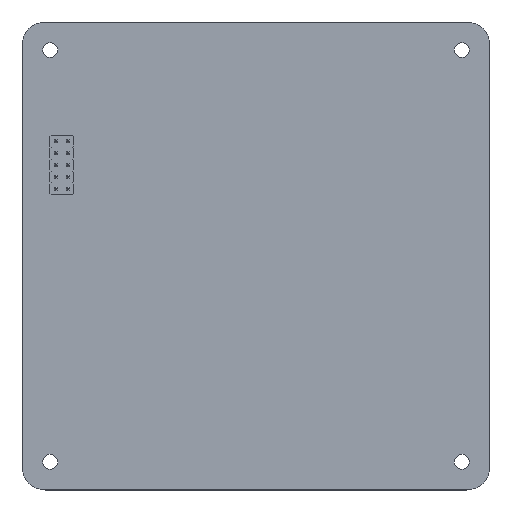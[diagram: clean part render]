
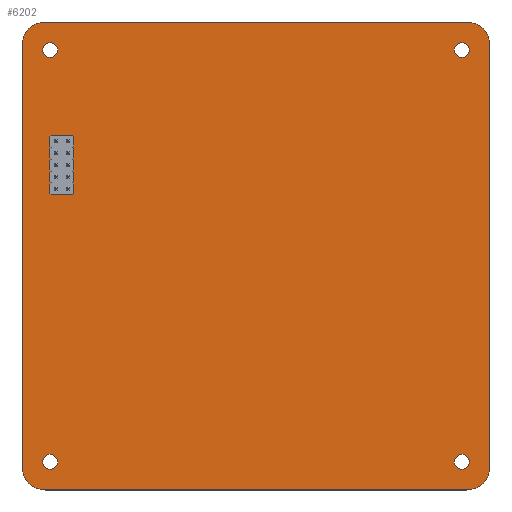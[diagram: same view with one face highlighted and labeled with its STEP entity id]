
A CAD part, top view. The second image highlights one B-rep face of the part: STEP entity #6202.
In plain terms, the highlighted planar face has unit normal (0, 0, 1).
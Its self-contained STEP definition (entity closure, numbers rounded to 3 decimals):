
#5899 = VERTEX_POINT('',#5900);
#5900 = CARTESIAN_POINT('',(185.001,-50.004,1.51));
#5906 = EDGE_CURVE('',#5899,#5907,#5909,.T.);
#5907 = VERTEX_POINT('',#5908);
#5908 = CARTESIAN_POINT('',(190.001,-55.004,1.51));
#5909 = CIRCLE('',#5910,5.);
#5910 = AXIS2_PLACEMENT_3D('',#5911,#5912,#5913);
#5911 = CARTESIAN_POINT('',(185.001,-55.004,1.51));
#5912 = DIRECTION('',(0.,0.,-1.));
#5913 = DIRECTION('',(0.,1.,0.));
#5941 = VERTEX_POINT('',#5942);
#5942 = CARTESIAN_POINT('',(95.001,-50.004,1.51));
#5948 = EDGE_CURVE('',#5941,#5899,#5949,.T.);
#5949 = LINE('',#5950,#5951);
#5950 = CARTESIAN_POINT('',(95.001,-50.004,1.51));
#5951 = VECTOR('',#5952,1.);
#5952 = DIRECTION('',(1.,0.,0.));
#5970 = EDGE_CURVE('',#5907,#5971,#5973,.T.);
#5971 = VERTEX_POINT('',#5972);
#5972 = CARTESIAN_POINT('',(190.001,-145.004,1.51));
#5973 = LINE('',#5974,#5975);
#5974 = CARTESIAN_POINT('',(190.001,-55.004,1.51));
#5975 = VECTOR('',#5976,1.);
#5976 = DIRECTION('',(0.,-1.,0.));
#6202 = ADVANCED_FACE('',(#6203,#6249,#6260,#6271,#6282,#6293,#6304,
    #6315,#6326,#6337,#6348,#6359,#6370,#6381,#6392),#6403,.T.);
#6203 = FACE_BOUND('',#6204,.T.);
#6204 = EDGE_LOOP('',(#6205,#6206,#6207,#6216,#6224,#6233,#6241,#6248));
#6205 = ORIENTED_EDGE('',*,*,#5906,.F.);
#6206 = ORIENTED_EDGE('',*,*,#5948,.F.);
#6207 = ORIENTED_EDGE('',*,*,#6208,.F.);
#6208 = EDGE_CURVE('',#6209,#5941,#6211,.T.);
#6209 = VERTEX_POINT('',#6210);
#6210 = CARTESIAN_POINT('',(90.001,-55.004,1.51));
#6211 = CIRCLE('',#6212,5.);
#6212 = AXIS2_PLACEMENT_3D('',#6213,#6214,#6215);
#6213 = CARTESIAN_POINT('',(95.001,-55.004,1.51));
#6214 = DIRECTION('',(0.,0.,-1.));
#6215 = DIRECTION('',(-1.,0.,-0.));
#6216 = ORIENTED_EDGE('',*,*,#6217,.F.);
#6217 = EDGE_CURVE('',#6218,#6209,#6220,.T.);
#6218 = VERTEX_POINT('',#6219);
#6219 = CARTESIAN_POINT('',(90.001,-145.004,1.51));
#6220 = LINE('',#6221,#6222);
#6221 = CARTESIAN_POINT('',(90.001,-145.004,1.51));
#6222 = VECTOR('',#6223,1.);
#6223 = DIRECTION('',(0.,1.,0.));
#6224 = ORIENTED_EDGE('',*,*,#6225,.F.);
#6225 = EDGE_CURVE('',#6226,#6218,#6228,.T.);
#6226 = VERTEX_POINT('',#6227);
#6227 = CARTESIAN_POINT('',(95.001,-150.004,1.51));
#6228 = CIRCLE('',#6229,5.);
#6229 = AXIS2_PLACEMENT_3D('',#6230,#6231,#6232);
#6230 = CARTESIAN_POINT('',(95.001,-145.004,1.51));
#6231 = DIRECTION('',(0.,0.,-1.));
#6232 = DIRECTION('',(0.,-1.,0.));
#6233 = ORIENTED_EDGE('',*,*,#6234,.F.);
#6234 = EDGE_CURVE('',#6235,#6226,#6237,.T.);
#6235 = VERTEX_POINT('',#6236);
#6236 = CARTESIAN_POINT('',(185.001,-150.004,1.51));
#6237 = LINE('',#6238,#6239);
#6238 = CARTESIAN_POINT('',(185.001,-150.004,1.51));
#6239 = VECTOR('',#6240,1.);
#6240 = DIRECTION('',(-1.,0.,0.));
#6241 = ORIENTED_EDGE('',*,*,#6242,.F.);
#6242 = EDGE_CURVE('',#5971,#6235,#6243,.T.);
#6243 = CIRCLE('',#6244,5.);
#6244 = AXIS2_PLACEMENT_3D('',#6245,#6246,#6247);
#6245 = CARTESIAN_POINT('',(185.001,-145.004,1.51));
#6246 = DIRECTION('',(0.,0.,-1.));
#6247 = DIRECTION('',(1.,0.,0.));
#6248 = ORIENTED_EDGE('',*,*,#5970,.F.);
#6249 = FACE_BOUND('',#6250,.T.);
#6250 = EDGE_LOOP('',(#6251));
#6251 = ORIENTED_EDGE('',*,*,#6252,.T.);
#6252 = EDGE_CURVE('',#6253,#6253,#6255,.T.);
#6253 = VERTEX_POINT('',#6254);
#6254 = CARTESIAN_POINT('',(96.,-145.6,1.51));
#6255 = CIRCLE('',#6256,1.6);
#6256 = AXIS2_PLACEMENT_3D('',#6257,#6258,#6259);
#6257 = CARTESIAN_POINT('',(96.,-144.,1.51));
#6258 = DIRECTION('',(-0.,0.,-1.));
#6259 = DIRECTION('',(-0.,-1.,0.));
#6260 = FACE_BOUND('',#6261,.T.);
#6261 = EDGE_LOOP('',(#6262));
#6262 = ORIENTED_EDGE('',*,*,#6263,.T.);
#6263 = EDGE_CURVE('',#6264,#6264,#6266,.T.);
#6264 = VERTEX_POINT('',#6265);
#6265 = CARTESIAN_POINT('',(184.,-145.6,1.51));
#6266 = CIRCLE('',#6267,1.6);
#6267 = AXIS2_PLACEMENT_3D('',#6268,#6269,#6270);
#6268 = CARTESIAN_POINT('',(184.,-144.,1.51));
#6269 = DIRECTION('',(-0.,0.,-1.));
#6270 = DIRECTION('',(-0.,-1.,0.));
#6271 = FACE_BOUND('',#6272,.T.);
#6272 = EDGE_LOOP('',(#6273));
#6273 = ORIENTED_EDGE('',*,*,#6274,.T.);
#6274 = EDGE_CURVE('',#6275,#6275,#6277,.T.);
#6275 = VERTEX_POINT('',#6276);
#6276 = CARTESIAN_POINT('',(97.25,-86.16,1.51));
#6277 = CIRCLE('',#6278,0.5);
#6278 = AXIS2_PLACEMENT_3D('',#6279,#6280,#6281);
#6279 = CARTESIAN_POINT('',(97.25,-85.66,1.51));
#6280 = DIRECTION('',(-0.,0.,-1.));
#6281 = DIRECTION('',(-0.,-1.,0.));
#6282 = FACE_BOUND('',#6283,.T.);
#6283 = EDGE_LOOP('',(#6284));
#6284 = ORIENTED_EDGE('',*,*,#6285,.T.);
#6285 = EDGE_CURVE('',#6286,#6286,#6288,.T.);
#6286 = VERTEX_POINT('',#6287);
#6287 = CARTESIAN_POINT('',(97.25,-83.62,1.51));
#6288 = CIRCLE('',#6289,0.5);
#6289 = AXIS2_PLACEMENT_3D('',#6290,#6291,#6292);
#6290 = CARTESIAN_POINT('',(97.25,-83.12,1.51));
#6291 = DIRECTION('',(-0.,0.,-1.));
#6292 = DIRECTION('',(-0.,-1.,0.));
#6293 = FACE_BOUND('',#6294,.T.);
#6294 = EDGE_LOOP('',(#6295));
#6295 = ORIENTED_EDGE('',*,*,#6296,.T.);
#6296 = EDGE_CURVE('',#6297,#6297,#6299,.T.);
#6297 = VERTEX_POINT('',#6298);
#6298 = CARTESIAN_POINT('',(99.79,-86.16,1.51));
#6299 = CIRCLE('',#6300,0.5);
#6300 = AXIS2_PLACEMENT_3D('',#6301,#6302,#6303);
#6301 = CARTESIAN_POINT('',(99.79,-85.66,1.51));
#6302 = DIRECTION('',(-0.,0.,-1.));
#6303 = DIRECTION('',(-0.,-1.,0.));
#6304 = FACE_BOUND('',#6305,.T.);
#6305 = EDGE_LOOP('',(#6306));
#6306 = ORIENTED_EDGE('',*,*,#6307,.T.);
#6307 = EDGE_CURVE('',#6308,#6308,#6310,.T.);
#6308 = VERTEX_POINT('',#6309);
#6309 = CARTESIAN_POINT('',(99.79,-83.62,1.51));
#6310 = CIRCLE('',#6311,0.5);
#6311 = AXIS2_PLACEMENT_3D('',#6312,#6313,#6314);
#6312 = CARTESIAN_POINT('',(99.79,-83.12,1.51));
#6313 = DIRECTION('',(-0.,0.,-1.));
#6314 = DIRECTION('',(-0.,-1.,0.));
#6315 = FACE_BOUND('',#6316,.T.);
#6316 = EDGE_LOOP('',(#6317));
#6317 = ORIENTED_EDGE('',*,*,#6318,.T.);
#6318 = EDGE_CURVE('',#6319,#6319,#6321,.T.);
#6319 = VERTEX_POINT('',#6320);
#6320 = CARTESIAN_POINT('',(97.25,-81.08,1.51));
#6321 = CIRCLE('',#6322,0.5);
#6322 = AXIS2_PLACEMENT_3D('',#6323,#6324,#6325);
#6323 = CARTESIAN_POINT('',(97.25,-80.58,1.51));
#6324 = DIRECTION('',(-0.,0.,-1.));
#6325 = DIRECTION('',(-0.,-1.,0.));
#6326 = FACE_BOUND('',#6327,.T.);
#6327 = EDGE_LOOP('',(#6328));
#6328 = ORIENTED_EDGE('',*,*,#6329,.T.);
#6329 = EDGE_CURVE('',#6330,#6330,#6332,.T.);
#6330 = VERTEX_POINT('',#6331);
#6331 = CARTESIAN_POINT('',(99.79,-81.08,1.51));
#6332 = CIRCLE('',#6333,0.5);
#6333 = AXIS2_PLACEMENT_3D('',#6334,#6335,#6336);
#6334 = CARTESIAN_POINT('',(99.79,-80.58,1.51));
#6335 = DIRECTION('',(-0.,0.,-1.));
#6336 = DIRECTION('',(-0.,-1.,0.));
#6337 = FACE_BOUND('',#6338,.T.);
#6338 = EDGE_LOOP('',(#6339));
#6339 = ORIENTED_EDGE('',*,*,#6340,.T.);
#6340 = EDGE_CURVE('',#6341,#6341,#6343,.T.);
#6341 = VERTEX_POINT('',#6342);
#6342 = CARTESIAN_POINT('',(97.25,-78.54,1.51));
#6343 = CIRCLE('',#6344,0.5);
#6344 = AXIS2_PLACEMENT_3D('',#6345,#6346,#6347);
#6345 = CARTESIAN_POINT('',(97.25,-78.04,1.51));
#6346 = DIRECTION('',(-0.,0.,-1.));
#6347 = DIRECTION('',(-0.,-1.,0.));
#6348 = FACE_BOUND('',#6349,.T.);
#6349 = EDGE_LOOP('',(#6350));
#6350 = ORIENTED_EDGE('',*,*,#6351,.T.);
#6351 = EDGE_CURVE('',#6352,#6352,#6354,.T.);
#6352 = VERTEX_POINT('',#6353);
#6353 = CARTESIAN_POINT('',(99.79,-78.54,1.51));
#6354 = CIRCLE('',#6355,0.5);
#6355 = AXIS2_PLACEMENT_3D('',#6356,#6357,#6358);
#6356 = CARTESIAN_POINT('',(99.79,-78.04,1.51));
#6357 = DIRECTION('',(-0.,0.,-1.));
#6358 = DIRECTION('',(-0.,-1.,0.));
#6359 = FACE_BOUND('',#6360,.T.);
#6360 = EDGE_LOOP('',(#6361));
#6361 = ORIENTED_EDGE('',*,*,#6362,.T.);
#6362 = EDGE_CURVE('',#6363,#6363,#6365,.T.);
#6363 = VERTEX_POINT('',#6364);
#6364 = CARTESIAN_POINT('',(97.25,-76.,1.51));
#6365 = CIRCLE('',#6366,0.5);
#6366 = AXIS2_PLACEMENT_3D('',#6367,#6368,#6369);
#6367 = CARTESIAN_POINT('',(97.25,-75.5,1.51));
#6368 = DIRECTION('',(-0.,0.,-1.));
#6369 = DIRECTION('',(-0.,-1.,0.));
#6370 = FACE_BOUND('',#6371,.T.);
#6371 = EDGE_LOOP('',(#6372));
#6372 = ORIENTED_EDGE('',*,*,#6373,.T.);
#6373 = EDGE_CURVE('',#6374,#6374,#6376,.T.);
#6374 = VERTEX_POINT('',#6375);
#6375 = CARTESIAN_POINT('',(99.79,-76.,1.51));
#6376 = CIRCLE('',#6377,0.5);
#6377 = AXIS2_PLACEMENT_3D('',#6378,#6379,#6380);
#6378 = CARTESIAN_POINT('',(99.79,-75.5,1.51));
#6379 = DIRECTION('',(-0.,0.,-1.));
#6380 = DIRECTION('',(-0.,-1.,0.));
#6381 = FACE_BOUND('',#6382,.T.);
#6382 = EDGE_LOOP('',(#6383));
#6383 = ORIENTED_EDGE('',*,*,#6384,.T.);
#6384 = EDGE_CURVE('',#6385,#6385,#6387,.T.);
#6385 = VERTEX_POINT('',#6386);
#6386 = CARTESIAN_POINT('',(96.,-57.6,1.51));
#6387 = CIRCLE('',#6388,1.6);
#6388 = AXIS2_PLACEMENT_3D('',#6389,#6390,#6391);
#6389 = CARTESIAN_POINT('',(96.,-56.,1.51));
#6390 = DIRECTION('',(-0.,0.,-1.));
#6391 = DIRECTION('',(-0.,-1.,0.));
#6392 = FACE_BOUND('',#6393,.T.);
#6393 = EDGE_LOOP('',(#6394));
#6394 = ORIENTED_EDGE('',*,*,#6395,.T.);
#6395 = EDGE_CURVE('',#6396,#6396,#6398,.T.);
#6396 = VERTEX_POINT('',#6397);
#6397 = CARTESIAN_POINT('',(184.,-57.6,1.51));
#6398 = CIRCLE('',#6399,1.6);
#6399 = AXIS2_PLACEMENT_3D('',#6400,#6401,#6402);
#6400 = CARTESIAN_POINT('',(184.,-56.,1.51));
#6401 = DIRECTION('',(-0.,0.,-1.));
#6402 = DIRECTION('',(-0.,-1.,0.));
#6403 = PLANE('',#6404);
#6404 = AXIS2_PLACEMENT_3D('',#6405,#6406,#6407);
#6405 = CARTESIAN_POINT('',(0.,0.,1.51));
#6406 = DIRECTION('',(0.,0.,1.));
#6407 = DIRECTION('',(1.,0.,-0.));
